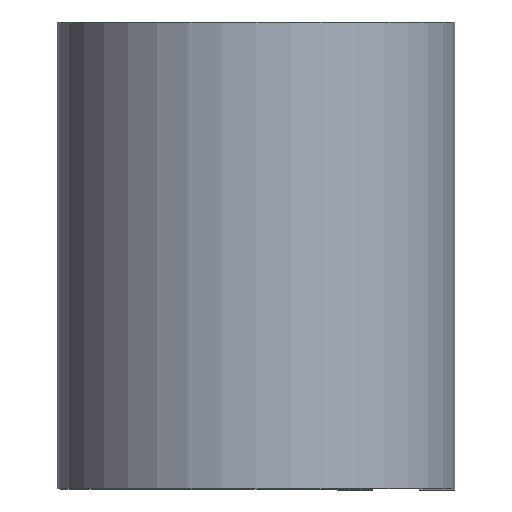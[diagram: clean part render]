
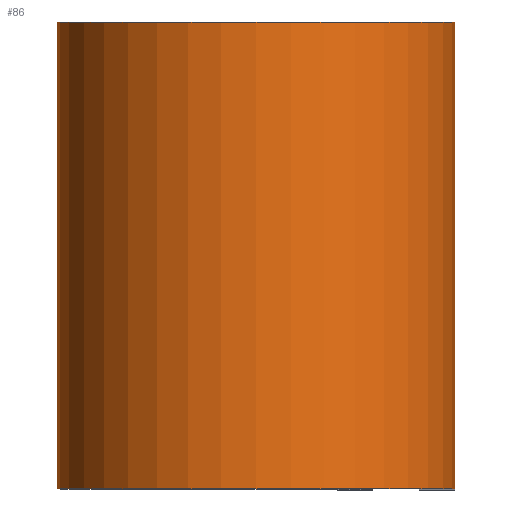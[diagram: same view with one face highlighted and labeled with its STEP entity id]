
A CAD part, top view. The second image highlights one B-rep face of the part: STEP entity #86.
In plain terms, the highlighted cylindrical face has radius 6.769 mm (diameter 13.538 mm), a partial arc.
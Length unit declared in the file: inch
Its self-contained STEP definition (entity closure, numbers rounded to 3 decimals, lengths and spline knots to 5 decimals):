
#7 = CARTESIAN_POINT ( 'NONE',  ( 0.2665, 0.3125, 0. ) ) ;
#39 = CIRCLE ( 'NONE', #506, 0.2665 ) ;
#70 = FACE_OUTER_BOUND ( 'NONE', #363, .T. ) ;
#86 = ADVANCED_FACE ( 'NONE', ( #70 ), #189, .T. ) ;
#130 = DIRECTION ( 'NONE',  ( 1., 0., 0. ) ) ;
#133 = DIRECTION ( 'NONE',  ( 0., 1., 0. ) ) ;
#135 = CARTESIAN_POINT ( 'NONE',  ( 0., 0.3125, 0. ) ) ;
#141 = EDGE_CURVE ( 'NONE', #320, #327, #39, .T. ) ;
#172 = ORIENTED_EDGE ( 'NONE', *, *, #487, .T. ) ;
#189 = CYLINDRICAL_SURFACE ( 'NONE', #629, 0.2665 ) ;
#227 = ORIENTED_EDGE ( 'NONE', *, *, #538, .F. ) ;
#275 = DIRECTION ( 'NONE',  ( 0., -1., 0. ) ) ;
#281 = CARTESIAN_POINT ( 'NONE',  ( 0., -0.3125, -0.2665 ) ) ;
#284 = DIRECTION ( 'NONE',  ( 0., 0., -1. ) ) ;
#298 = CARTESIAN_POINT ( 'NONE',  ( 0., -0.3125, 0. ) ) ;
#318 = ORIENTED_EDGE ( 'NONE', *, *, #420, .T. ) ;
#320 = VERTEX_POINT ( 'NONE', #424 ) ;
#325 = AXIS2_PLACEMENT_3D ( 'NONE', #298, #441, #524 ) ;
#327 = VERTEX_POINT ( 'NONE', #7 ) ;
#343 = CARTESIAN_POINT ( 'NONE',  ( 0., 0.3125, 0. ) ) ;
#353 = CARTESIAN_POINT ( 'NONE',  ( 0.2665, 0.3125, 0. ) ) ;
#363 = EDGE_LOOP ( 'NONE', ( #172, #227, #545, #318 ) ) ;
#386 = VECTOR ( 'NONE', #496, 39.37008 ) ;
#387 = LINE ( 'NONE', #505, #546 ) ;
#394 = VERTEX_POINT ( 'NONE', #281 ) ;
#420 = EDGE_CURVE ( 'NONE', #320, #394, #387, .T. ) ;
#424 = CARTESIAN_POINT ( 'NONE',  ( 0., 0.3125, -0.2665 ) ) ;
#441 = DIRECTION ( 'NONE',  ( 0., 1., 0. ) ) ;
#478 = CARTESIAN_POINT ( 'NONE',  ( 0.2665, -0.3125, 0. ) ) ;
#487 = EDGE_CURVE ( 'NONE', #394, #511, #515, .T. ) ;
#496 = DIRECTION ( 'NONE',  ( 0., -1., 0. ) ) ;
#505 = CARTESIAN_POINT ( 'NONE',  ( 0., 0.3125, -0.2665 ) ) ;
#506 = AXIS2_PLACEMENT_3D ( 'NONE', #135, #133, #130 ) ;
#511 = VERTEX_POINT ( 'NONE', #478 ) ;
#515 = CIRCLE ( 'NONE', #325, 0.2665 ) ;
#524 = DIRECTION ( 'NONE',  ( 1., 0., 0. ) ) ;
#538 = EDGE_CURVE ( 'NONE', #327, #511, #615, .T. ) ;
#545 = ORIENTED_EDGE ( 'NONE', *, *, #141, .F. ) ;
#546 = VECTOR ( 'NONE', #565, 39.37008 ) ;
#565 = DIRECTION ( 'NONE',  ( 0., -1., 0. ) ) ;
#615 = LINE ( 'NONE', #353, #386 ) ;
#629 = AXIS2_PLACEMENT_3D ( 'NONE', #343, #275, #284 ) ;
